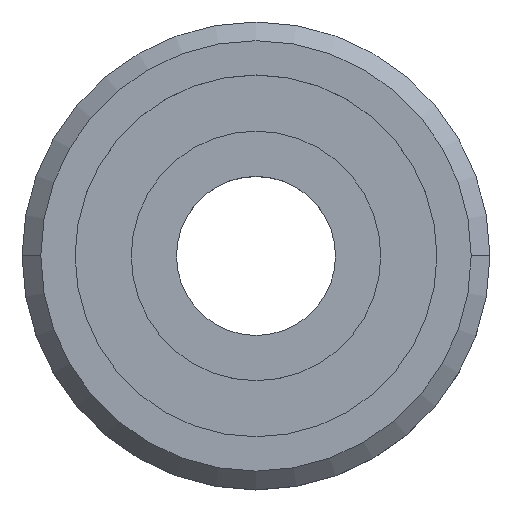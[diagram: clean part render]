
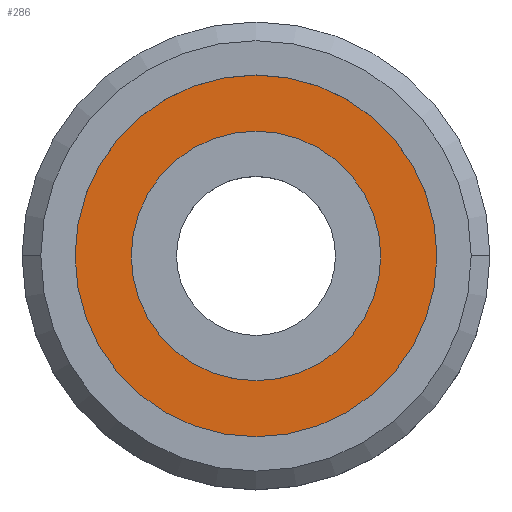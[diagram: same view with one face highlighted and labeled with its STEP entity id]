
A CAD part, top view. The second image highlights one B-rep face of the part: STEP entity #286.
In plain terms, the highlighted planar face has unit normal (0, 0, 1).
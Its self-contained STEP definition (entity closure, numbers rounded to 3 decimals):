
#7 = CARTESIAN_POINT ( 'NONE',  ( 4., 0., 2.9 ) ) ;
#31 = ORIENTED_EDGE ( 'NONE', *, *, #232, .F. ) ;
#57 = EDGE_CURVE ( 'NONE', #118, #368, #473, .T. ) ;
#63 = DIRECTION ( 'NONE',  ( 0., 0., 1. ) ) ;
#72 = EDGE_LOOP ( 'NONE', ( #103, #31 ) ) ;
#84 = DIRECTION ( 'NONE',  ( 1., 0., 0. ) ) ;
#103 = ORIENTED_EDGE ( 'NONE', *, *, #324, .F. ) ;
#118 = VERTEX_POINT ( 'NONE', #347 ) ;
#129 = DIRECTION ( 'NONE',  ( 0., 0., 1. ) ) ;
#132 = AXIS2_PLACEMENT_3D ( 'NONE', #329, #63, #421 ) ;
#146 = VERTEX_POINT ( 'NONE', #7 ) ;
#192 = FACE_BOUND ( 'NONE', #72, .T. ) ;
#203 = DIRECTION ( 'NONE',  ( 1., 0., 0. ) ) ;
#204 = VERTEX_POINT ( 'NONE', #360 ) ;
#232 = EDGE_CURVE ( 'NONE', #204, #146, #487, .T. ) ;
#235 = ORIENTED_EDGE ( 'NONE', *, *, #57, .T. ) ;
#247 = EDGE_LOOP ( 'NONE', ( #543, #235 ) ) ;
#281 = DIRECTION ( 'NONE',  ( 0., 0., 1. ) ) ;
#285 = CIRCLE ( 'NONE', #489, 4. ) ;
#286 = ADVANCED_FACE ( 'NONE', ( #192, #476 ), #319, .T. ) ;
#315 = CARTESIAN_POINT ( 'NONE',  ( 0., 0., 2.9 ) ) ;
#316 = CARTESIAN_POINT ( 'NONE',  ( -5.8, 0., 2.9 ) ) ;
#319 = PLANE ( 'NONE',  #520 ) ;
#324 = EDGE_CURVE ( 'NONE', #146, #204, #285, .T. ) ;
#329 = CARTESIAN_POINT ( 'NONE',  ( 0., 0., 2.9 ) ) ;
#347 = CARTESIAN_POINT ( 'NONE',  ( 5.8, 0., 2.9 ) ) ;
#360 = CARTESIAN_POINT ( 'NONE',  ( -4., 0., 2.9 ) ) ;
#368 = VERTEX_POINT ( 'NONE', #316 ) ;
#379 = AXIS2_PLACEMENT_3D ( 'NONE', #551, #281, #203 ) ;
#380 = DIRECTION ( 'NONE',  ( 1., 0., 0. ) ) ;
#392 = EDGE_CURVE ( 'NONE', #368, #118, #539, .T. ) ;
#421 = DIRECTION ( 'NONE',  ( 1., 0., 0. ) ) ;
#455 = CARTESIAN_POINT ( 'NONE',  ( 0., 0., 2.9 ) ) ;
#462 = CARTESIAN_POINT ( 'NONE',  ( 0., 0., 2.9 ) ) ;
#473 = CIRCLE ( 'NONE', #500, 5.8 ) ;
#476 = FACE_OUTER_BOUND ( 'NONE', #247, .T. ) ;
#487 = CIRCLE ( 'NONE', #379, 4. ) ;
#489 = AXIS2_PLACEMENT_3D ( 'NONE', #455, #546, #380 ) ;
#500 = AXIS2_PLACEMENT_3D ( 'NONE', #315, #516, #545 ) ;
#516 = DIRECTION ( 'NONE',  ( 0., 0., 1. ) ) ;
#520 = AXIS2_PLACEMENT_3D ( 'NONE', #462, #129, #84 ) ;
#539 = CIRCLE ( 'NONE', #132, 5.8 ) ;
#543 = ORIENTED_EDGE ( 'NONE', *, *, #392, .T. ) ;
#545 = DIRECTION ( 'NONE',  ( 1., 0., 0. ) ) ;
#546 = DIRECTION ( 'NONE',  ( 0., 0., 1. ) ) ;
#551 = CARTESIAN_POINT ( 'NONE',  ( 0., 0., 2.9 ) ) ;
